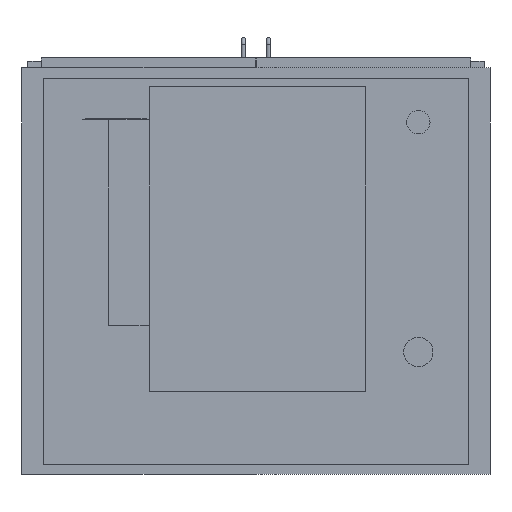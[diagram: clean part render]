
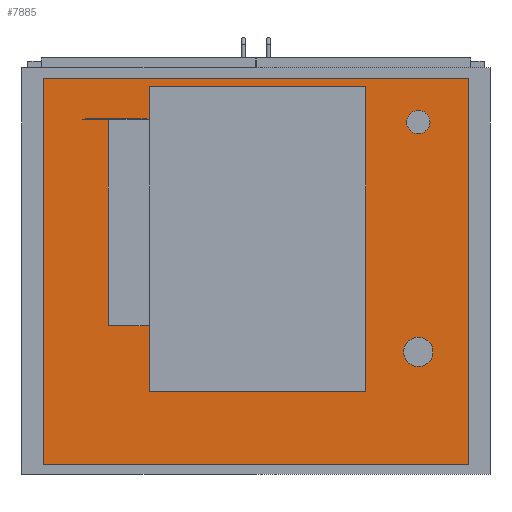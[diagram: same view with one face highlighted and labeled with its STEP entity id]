
A CAD part, front view. The second image highlights one B-rep face of the part: STEP entity #7885.
In plain terms, the highlighted planar face has unit normal (0, -1, 0).
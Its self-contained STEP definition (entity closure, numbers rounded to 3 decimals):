
#133=FACE_BOUND('',#851,.T.);
#134=FACE_BOUND('',#852,.T.);
#153=CIRCLE('',#8427,20.);
#155=CIRCLE('',#8431,25.);
#357=FACE_OUTER_BOUND('',#850,.T.);
#850=EDGE_LOOP('',(#5317,#5318,#5319,#5320));
#851=EDGE_LOOP('',(#5321));
#852=EDGE_LOOP('',(#5322));
#1386=LINE('',#11392,#2382);
#1388=LINE('',#11396,#2384);
#1390=LINE('',#11400,#2386);
#1392=LINE('',#11403,#2388);
#2382=VECTOR('',#9147,10.);
#2384=VECTOR('',#9151,10.);
#2386=VECTOR('',#9155,10.);
#2388=VECTOR('',#9159,10.);
#3340=VERTEX_POINT('',#11318);
#3342=VERTEX_POINT('',#11325);
#3363=VERTEX_POINT('',#11389);
#3364=VERTEX_POINT('',#11391);
#3365=VERTEX_POINT('',#11395);
#3366=VERTEX_POINT('',#11399);
#4093=EDGE_CURVE('',#3340,#3340,#153,.T.);
#4096=EDGE_CURVE('',#3342,#3342,#155,.T.);
#4126=EDGE_CURVE('',#3364,#3363,#1386,.T.);
#4128=EDGE_CURVE('',#3365,#3364,#1388,.T.);
#4130=EDGE_CURVE('',#3366,#3365,#1390,.T.);
#4132=EDGE_CURVE('',#3363,#3366,#1392,.T.);
#5317=ORIENTED_EDGE('',*,*,#4132,.T.);
#5318=ORIENTED_EDGE('',*,*,#4130,.T.);
#5319=ORIENTED_EDGE('',*,*,#4128,.T.);
#5320=ORIENTED_EDGE('',*,*,#4126,.T.);
#5321=ORIENTED_EDGE('',*,*,#4093,.T.);
#5322=ORIENTED_EDGE('',*,*,#4096,.T.);
#7464=PLANE('',#8448);
#7885=ADVANCED_FACE('',(#357,#133,#134),#7464,.T.);
#8427=AXIS2_PLACEMENT_3D('',#11320,#9081,#9082);
#8431=AXIS2_PLACEMENT_3D('',#11327,#9090,#9091);
#8448=AXIS2_PLACEMENT_3D('',#11404,#9160,#9161);
#9081=DIRECTION('center_axis',(0.,1.,0.));
#9082=DIRECTION('ref_axis',(1.,0.,0.));
#9090=DIRECTION('center_axis',(0.,1.,0.));
#9091=DIRECTION('ref_axis',(1.,0.,0.));
#9147=DIRECTION('',(0.,0.,1.));
#9151=DIRECTION('',(1.,0.,0.));
#9155=DIRECTION('',(0.,0.,-1.));
#9159=DIRECTION('',(-1.,0.,0.));
#9160=DIRECTION('center_axis',(0.,-1.,0.));
#9161=DIRECTION('ref_axis',(0.,0.,-1.));
#11318=CARTESIAN_POINT('',(257.5,-370.,255.));
#11320=CARTESIAN_POINT('Origin',(277.5,-370.,255.));
#11325=CARTESIAN_POINT('',(252.5,-370.,-138.));
#11327=CARTESIAN_POINT('Origin',(277.5,-370.,-138.));
#11389=CARTESIAN_POINT('',(362.5,-370.,330.));
#11391=CARTESIAN_POINT('',(362.5,-370.,-330.));
#11392=CARTESIAN_POINT('',(362.5,-370.,330.));
#11395=CARTESIAN_POINT('',(-362.5,-370.,-330.));
#11396=CARTESIAN_POINT('',(362.5,-370.,-330.));
#11399=CARTESIAN_POINT('',(-362.5,-370.,330.));
#11400=CARTESIAN_POINT('',(-362.5,-370.,-330.));
#11403=CARTESIAN_POINT('',(-362.5,-370.,330.));
#11404=CARTESIAN_POINT('Origin',(0.,-370.,0.));
